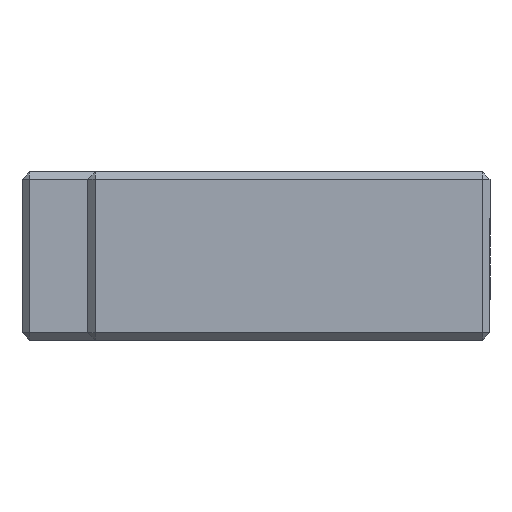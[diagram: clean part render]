
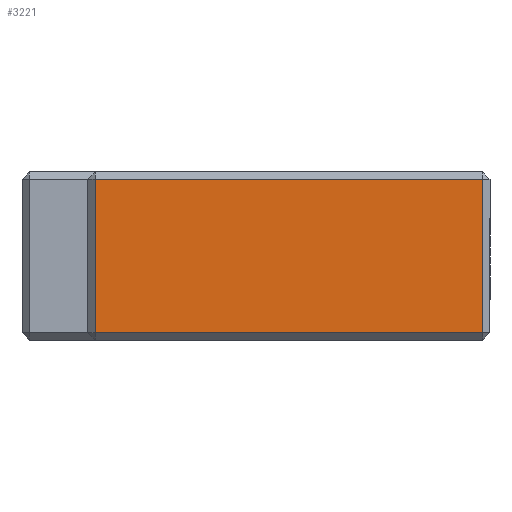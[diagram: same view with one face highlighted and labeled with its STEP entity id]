
A CAD part, left-side view. The second image highlights one B-rep face of the part: STEP entity #3221.
In plain terms, the highlighted planar face has unit normal (-1, 0, 0).
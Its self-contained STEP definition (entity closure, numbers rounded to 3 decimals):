
#181 = ORIENTED_EDGE ( 'NONE', *, *, #5597, .F. ) ;
#248 = LINE ( 'NONE', #5568, #1947 ) ;
#677 = DIRECTION ( 'NONE',  ( 0., 0., -1. ) ) ;
#772 = VECTOR ( 'NONE', #8454, 1000. ) ;
#780 = ORIENTED_EDGE ( 'NONE', *, *, #4395, .F. ) ;
#797 = CARTESIAN_POINT ( 'NONE',  ( -43., 55., 11.5 ) ) ;
#1203 = LINE ( 'NONE', #5121, #772 ) ;
#1725 = VECTOR ( 'NONE', #677, 1000. ) ;
#1891 = LINE ( 'NONE', #5985, #1725 ) ;
#1947 = VECTOR ( 'NONE', #8250, 1000. ) ;
#2572 = VERTEX_POINT ( 'NONE', #7588 ) ;
#2709 = VECTOR ( 'NONE', #7721, 1000. ) ;
#3221 = ADVANCED_FACE ( 'NONE', ( #7513 ), #3615, .F. ) ;
#3352 = AXIS2_PLACEMENT_3D ( 'NONE', #797, #7434, #6809 ) ;
#3491 = VERTEX_POINT ( 'NONE', #6541 ) ;
#3613 = EDGE_CURVE ( 'NONE', #5679, #2572, #248, .T. ) ;
#3615 = PLANE ( 'NONE',  #3352 ) ;
#4395 = EDGE_CURVE ( 'NONE', #2572, #3491, #1891, .T. ) ;
#4396 = CARTESIAN_POINT ( 'NONE',  ( -43., 54., 10.5 ) ) ;
#5121 = CARTESIAN_POINT ( 'NONE',  ( -43., 55., -10.5 ) ) ;
#5568 = CARTESIAN_POINT ( 'NONE',  ( -43., 55., 10.5 ) ) ;
#5597 = EDGE_CURVE ( 'NONE', #7581, #5679, #7810, .T. ) ;
#5605 = ORIENTED_EDGE ( 'NONE', *, *, #6509, .T. ) ;
#5679 = VERTEX_POINT ( 'NONE', #4396 ) ;
#5985 = CARTESIAN_POINT ( 'NONE',  ( -43., 1., 11.5 ) ) ;
#6371 = ORIENTED_EDGE ( 'NONE', *, *, #3613, .F. ) ;
#6509 = EDGE_CURVE ( 'NONE', #7581, #3491, #1203, .T. ) ;
#6541 = CARTESIAN_POINT ( 'NONE',  ( -43., 1., -10.5 ) ) ;
#6809 = DIRECTION ( 'NONE',  ( 0., 1., 0. ) ) ;
#6919 = CARTESIAN_POINT ( 'NONE',  ( -43., 54., -10.5 ) ) ;
#7434 = DIRECTION ( 'NONE',  ( 1., 0., 0. ) ) ;
#7513 = FACE_OUTER_BOUND ( 'NONE', #7919, .T. ) ;
#7581 = VERTEX_POINT ( 'NONE', #6919 ) ;
#7588 = CARTESIAN_POINT ( 'NONE',  ( -43., 1., 10.5 ) ) ;
#7721 = DIRECTION ( 'NONE',  ( 0., 0., 1. ) ) ;
#7769 = CARTESIAN_POINT ( 'NONE',  ( -43., 54., 11.5 ) ) ;
#7810 = LINE ( 'NONE', #7769, #2709 ) ;
#7919 = EDGE_LOOP ( 'NONE', ( #780, #6371, #181, #5605 ) ) ;
#8250 = DIRECTION ( 'NONE',  ( 0., -1., 0. ) ) ;
#8454 = DIRECTION ( 'NONE',  ( 0., -1., 0. ) ) ;
